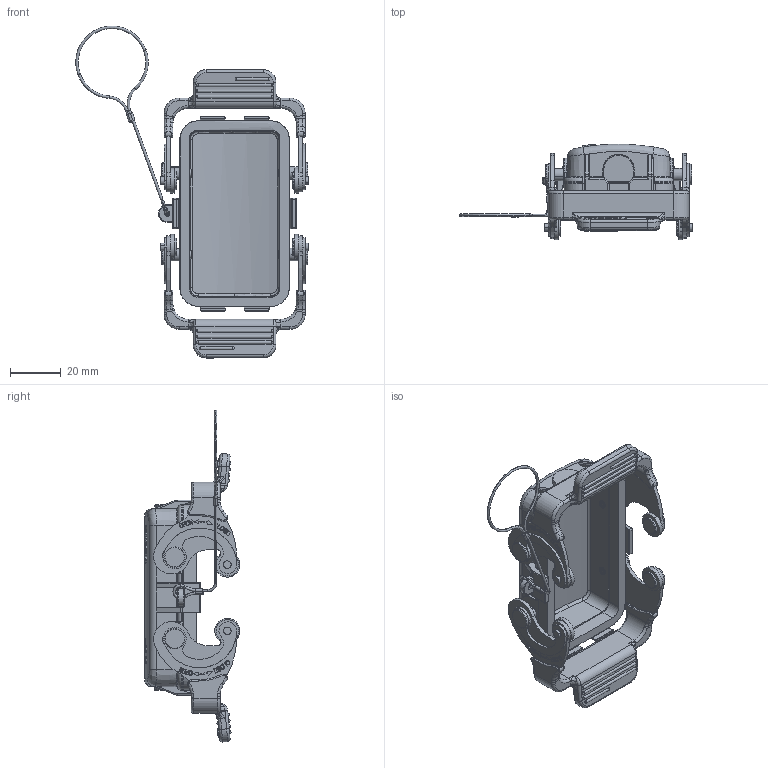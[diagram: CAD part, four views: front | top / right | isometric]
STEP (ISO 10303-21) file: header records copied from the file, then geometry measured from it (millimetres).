
FILE_DESCRIPTION(/* description */ (''),/* implementation_level */ '2;1');
FILE_NAME(/* name */ '266.stp',/* time_stamp */ '2024-11-18T10:20:54+08:00',/* author */ (''),/* organization */ (''),/* preprocessor_version */ 'ST-DEVELOPER v18.1',/* originating_system */ 'SIEMENS PLM Software NX 1980',/* authorisation */ '');
FILE_SCHEMA (('AUTOMOTIVE_DESIGN { 1 0 10303 214 3 1 1 1 }'));
Length unit declared in the file: millimetre
Products named in the file (1): 13183CACACC34fwb
Bounding box: 91.36 x 37.53 x 130.33 mm (x, y, z)
Volume: 34618.6 mm3; surface area: 30588.4 mm2
Topology: 2 solids, 6 shells, 1738 faces, 4409 edges, 2740 vertices
Faces by surface type: plane 705, cylinder 569, torus 209, bspline 98, extrusion 76, cone 46, sphere 35
Full cylindrical faces by diameter (mm): 3 x4
Entity records: 68653 total; most frequent: CARTESIAN_POINT 24799, ORIENTED_EDGE 8688, DIRECTION 7743, EDGE_CURVE 4344, AXIS2_PLACEMENT_3D 2839, VERTEX_POINT 2749, VECTOR 2065, LINE 1989
